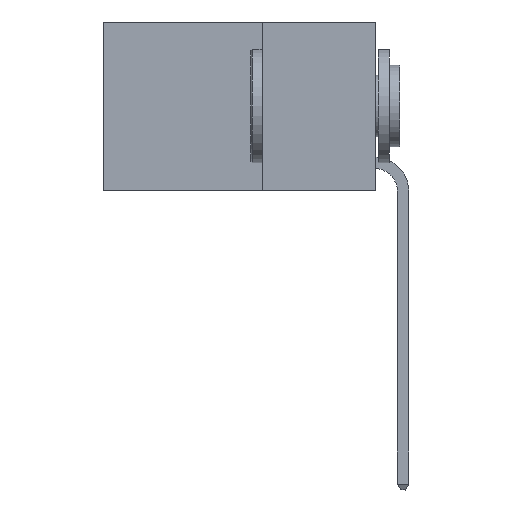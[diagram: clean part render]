
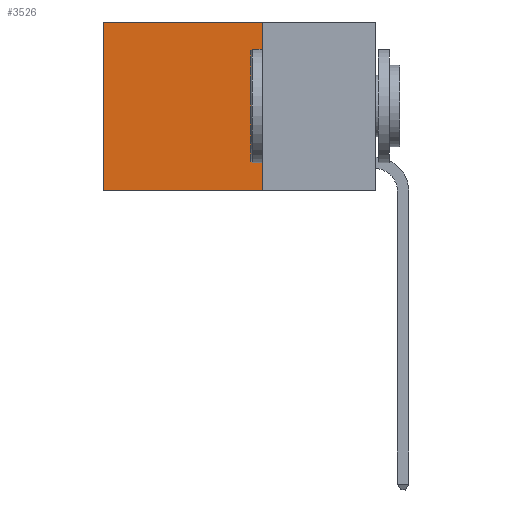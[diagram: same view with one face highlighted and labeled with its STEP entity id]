
A CAD part, left-side view. The second image highlights one B-rep face of the part: STEP entity #3526.
In plain terms, the highlighted planar face has unit normal (-1, 0, 0).
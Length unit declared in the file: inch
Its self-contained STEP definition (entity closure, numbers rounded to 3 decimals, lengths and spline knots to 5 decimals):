
#98 = VERTEX_POINT ( 'NONE', #9735 ) ;
#492 = CARTESIAN_POINT ( 'NONE',  ( 0.2625, 0.6, 0. ) ) ;
#1050 = VECTOR ( 'NONE', #3633, 39.37008 ) ;
#1171 = EDGE_LOOP ( 'NONE', ( #4166, #5139, #7003, #2516 ) ) ;
#1340 = CARTESIAN_POINT ( 'NONE',  ( 0.2625, 0.25, -0.37 ) ) ;
#1635 = EDGE_CURVE ( 'NONE', #98, #5052, #2016, .T. ) ;
#1746 = VECTOR ( 'NONE', #9769, 39.37008 ) ;
#2016 = LINE ( 'NONE', #9698, #1746 ) ;
#2516 = ORIENTED_EDGE ( 'NONE', *, *, #3081, .T. ) ;
#2631 = EDGE_CURVE ( 'NONE', #10388, #6235, #8259, .T. ) ;
#2823 = LINE ( 'NONE', #6465, #4780 ) ;
#3081 = EDGE_CURVE ( 'NONE', #98, #10388, #2823, .T. ) ;
#3170 = CARTESIAN_POINT ( 'NONE',  ( 0.2625, 0.6, -0.37 ) ) ;
#3398 = LINE ( 'NONE', #6820, #1050 ) ;
#3526 = ADVANCED_FACE ( 'NONE', ( #8857 ), #7004, .F. ) ;
#3633 = DIRECTION ( 'NONE',  ( 0., 1., 0. ) ) ;
#4166 = ORIENTED_EDGE ( 'NONE', *, *, #2631, .T. ) ;
#4405 = DIRECTION ( 'NONE',  ( 0., 1., 0. ) ) ;
#4780 = VECTOR ( 'NONE', #4405, 39.37008 ) ;
#4867 = DIRECTION ( 'NONE',  ( 0., 0., -1. ) ) ;
#5052 = VERTEX_POINT ( 'NONE', #1340 ) ;
#5139 = ORIENTED_EDGE ( 'NONE', *, *, #5314, .F. ) ;
#5314 = EDGE_CURVE ( 'NONE', #5052, #6235, #3398, .T. ) ;
#5834 = VECTOR ( 'NONE', #4867, 39.37008 ) ;
#6235 = VERTEX_POINT ( 'NONE', #3170 ) ;
#6465 = CARTESIAN_POINT ( 'NONE',  ( 0.2625, 0.25, 0. ) ) ;
#6820 = CARTESIAN_POINT ( 'NONE',  ( 0.2625, 0.25, -0.37 ) ) ;
#6936 = DIRECTION ( 'NONE',  ( 0., 0., -1. ) ) ;
#6942 = DIRECTION ( 'NONE',  ( 1., 0., 0. ) ) ;
#6975 = CARTESIAN_POINT ( 'NONE',  ( 0.2625, 0.25, 0. ) ) ;
#7003 = ORIENTED_EDGE ( 'NONE', *, *, #1635, .F. ) ;
#7004 = PLANE ( 'NONE',  #9717 ) ;
#8259 = LINE ( 'NONE', #8281, #5834 ) ;
#8281 = CARTESIAN_POINT ( 'NONE',  ( 0.2625, 0.6, 0. ) ) ;
#8857 = FACE_OUTER_BOUND ( 'NONE', #1171, .T. ) ;
#9698 = CARTESIAN_POINT ( 'NONE',  ( 0.2625, 0.25, 0. ) ) ;
#9717 = AXIS2_PLACEMENT_3D ( 'NONE', #6975, #6942, #6936 ) ;
#9735 = CARTESIAN_POINT ( 'NONE',  ( 0.2625, 0.25, 0. ) ) ;
#9769 = DIRECTION ( 'NONE',  ( 0., 0., -1. ) ) ;
#10388 = VERTEX_POINT ( 'NONE', #492 ) ;
